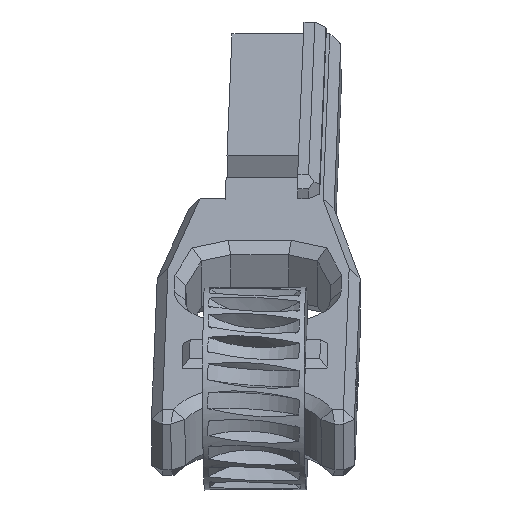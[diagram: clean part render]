
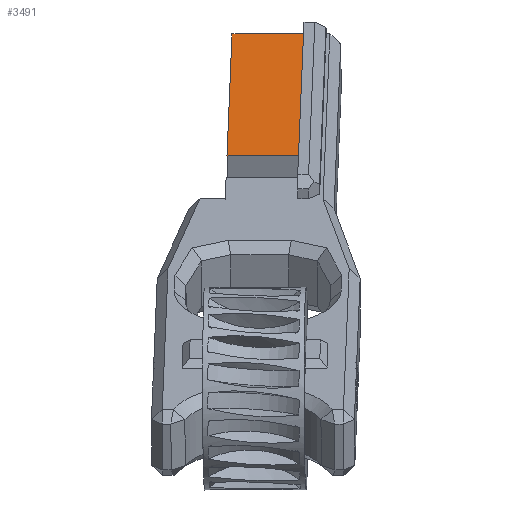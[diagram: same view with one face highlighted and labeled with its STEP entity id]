
A CAD part, left-side view. The second image highlights one B-rep face of the part: STEP entity #3491.
In plain terms, the highlighted face is planar.
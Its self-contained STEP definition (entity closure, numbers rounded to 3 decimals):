
#421=LINE('',#4850,#723);
#452=LINE('',#4910,#754);
#456=LINE('',#4918,#758);
#600=LINE('',#5317,#902);
#723=VECTOR('',#4052,10.);
#754=VECTOR('',#4101,10.);
#758=VECTOR('',#4107,10.);
#902=VECTOR('',#4449,10.);
#1021=PLANE('',#3760);
#1169=FACE_OUTER_BOUND('',#1389,.T.);
#1389=EDGE_LOOP('',(#2965,#2966,#2967,#2968));
#1618=VERTEX_POINT('',#4847);
#1619=VERTEX_POINT('',#4849);
#1639=VERTEX_POINT('',#4908);
#1642=VERTEX_POINT('',#4916);
#1962=EDGE_CURVE('',#1619,#1618,#421,.T.);
#1993=EDGE_CURVE('',#1639,#1618,#452,.T.);
#1997=EDGE_CURVE('',#1639,#1642,#456,.T.);
#2182=EDGE_CURVE('',#1642,#1619,#600,.T.);
#2965=ORIENTED_EDGE('',*,*,#1993,.F.);
#2966=ORIENTED_EDGE('',*,*,#1997,.T.);
#2967=ORIENTED_EDGE('',*,*,#2182,.T.);
#2968=ORIENTED_EDGE('',*,*,#1962,.T.);
#3491=ADVANCED_FACE('',(#1169),#1021,.T.);
#3760=AXIS2_PLACEMENT_3D('',#5316,#4447,#4448);
#4052=DIRECTION('',(-1.,0.,0.));
#4101=DIRECTION('',(0.,1.,0.));
#4107=DIRECTION('',(1.,0.,0.));
#4447=DIRECTION('center_axis',(0.,0.,1.));
#4448=DIRECTION('ref_axis',(-1.,0.,0.));
#4449=DIRECTION('',(0.,1.,0.));
#4847=CARTESIAN_POINT('',(-83.5,5.,44.));
#4849=CARTESIAN_POINT('',(-44.,5.,44.));
#4850=CARTESIAN_POINT('',(-74.75,5.,44.));
#4908=CARTESIAN_POINT('',(-83.5,-5.,44.));
#4910=CARTESIAN_POINT('',(-83.5,5.,44.));
#4916=CARTESIAN_POINT('',(-44.,-5.,44.));
#4918=CARTESIAN_POINT('',(-85.,-5.,44.));
#5316=CARTESIAN_POINT('Origin',(-64.5,0.,44.));
#5317=CARTESIAN_POINT('',(-44.,5.,44.));
